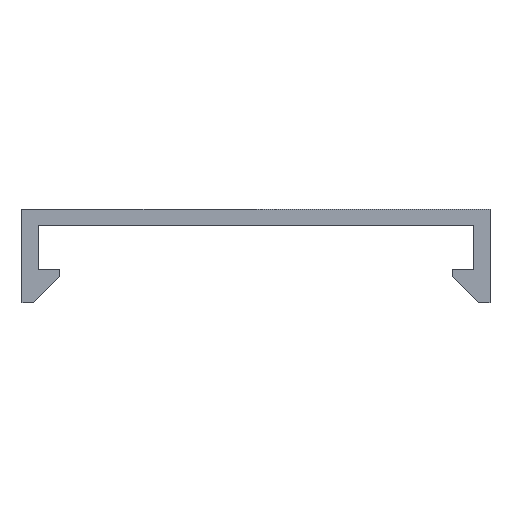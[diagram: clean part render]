
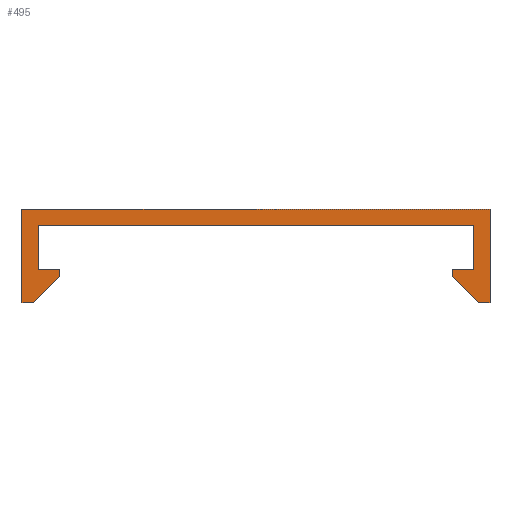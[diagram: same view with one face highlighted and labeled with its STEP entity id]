
A CAD part, front view. The second image highlights one B-rep face of the part: STEP entity #495.
In plain terms, the highlighted planar face has unit normal (0, -1, 0).
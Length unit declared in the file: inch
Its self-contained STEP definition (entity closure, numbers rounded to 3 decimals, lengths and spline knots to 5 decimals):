
#3 = EDGE_CURVE ( 'NONE', #151, #79, #116, .T. ) ;
#5 = EDGE_CURVE ( 'NONE', #69, #79, #40, .T. ) ;
#10 = EDGE_CURVE ( 'NONE', #76, #151, #170, .T. ) ;
#12 = EDGE_CURVE ( 'NONE', #112, #78, #168, .T. ) ;
#13 = EDGE_CURVE ( 'NONE', #72, #84, #164, .T. ) ;
#14 = EDGE_CURVE ( 'NONE', #84, #112, #165, .T. ) ;
#40 = LINE ( 'NONE', #291, #209 ) ;
#69 = VERTEX_POINT ( 'NONE', #326 ) ;
#72 = VERTEX_POINT ( 'NONE', #324 ) ;
#74 = VERTEX_POINT ( 'NONE', #334 ) ;
#76 = VERTEX_POINT ( 'NONE', #327 ) ;
#78 = VERTEX_POINT ( 'NONE', #319 ) ;
#79 = VERTEX_POINT ( 'NONE', #387 ) ;
#83 = VERTEX_POINT ( 'NONE', #391 ) ;
#84 = VERTEX_POINT ( 'NONE', #392 ) ;
#86 = ORIENTED_EDGE ( 'NONE', *, *, #277, .T. ) ;
#88 = VERTEX_POINT ( 'NONE', #396 ) ;
#90 = VERTEX_POINT ( 'NONE', #393 ) ;
#106 = ORIENTED_EDGE ( 'NONE', *, *, #274, .F. ) ;
#108 = ORIENTED_EDGE ( 'NONE', *, *, #273, .F. ) ;
#109 = VECTOR ( 'NONE', #307, 39.37008 ) ;
#112 = VERTEX_POINT ( 'NONE', #394 ) ;
#116 = LINE ( 'NONE', #310, #109 ) ;
#117 = ORIENTED_EDGE ( 'NONE', *, *, #276, .T. ) ;
#119 = ORIENTED_EDGE ( 'NONE', *, *, #266, .T. ) ;
#120 = ORIENTED_EDGE ( 'NONE', *, *, #5, .F. ) ;
#121 = ORIENTED_EDGE ( 'NONE', *, *, #10, .T. ) ;
#122 = ORIENTED_EDGE ( 'NONE', *, *, #3, .T. ) ;
#123 = ORIENTED_EDGE ( 'NONE', *, *, #557, .T. ) ;
#125 = ORIENTED_EDGE ( 'NONE', *, *, #275, .T. ) ;
#129 = ORIENTED_EDGE ( 'NONE', *, *, #286, .T. ) ;
#131 = EDGE_LOOP ( 'NONE', ( #86, #125, #138, #139, #133, #129, #121, #122, #120, #123, #119, #117, #106, #108 ) ) ;
#133 = ORIENTED_EDGE ( 'NONE', *, *, #12, .T. ) ;
#138 = ORIENTED_EDGE ( 'NONE', *, *, #13, .T. ) ;
#139 = ORIENTED_EDGE ( 'NONE', *, *, #14, .T. ) ;
#145 = VERTEX_POINT ( 'NONE', #401 ) ;
#149 = VERTEX_POINT ( 'NONE', #400 ) ;
#151 = VERTEX_POINT ( 'NONE', #403 ) ;
#164 = LINE ( 'NONE', #290, #207 ) ;
#165 = LINE ( 'NONE', #295, #197 ) ;
#168 = LINE ( 'NONE', #297, #206 ) ;
#170 = LINE ( 'NONE', #313, #208 ) ;
#197 = VECTOR ( 'NONE', #386, 39.37008 ) ;
#206 = VECTOR ( 'NONE', #298, 39.37008 ) ;
#207 = VECTOR ( 'NONE', #301, 39.37008 ) ;
#208 = VECTOR ( 'NONE', #294, 39.37008 ) ;
#209 = VECTOR ( 'NONE', #293, 39.37008 ) ;
#215 = LINE ( 'NONE', #416, #218 ) ;
#218 = VECTOR ( 'NONE', #417, 39.37008 ) ;
#225 = LINE ( 'NONE', #421, #232 ) ;
#231 = LINE ( 'NONE', #432, #234 ) ;
#232 = VECTOR ( 'NONE', #431, 39.37008 ) ;
#233 = LINE ( 'NONE', #434, #236 ) ;
#234 = VECTOR ( 'NONE', #433, 39.37008 ) ;
#235 = LINE ( 'NONE', #436, #238 ) ;
#236 = VECTOR ( 'NONE', #435, 39.37008 ) ;
#237 = LINE ( 'NONE', #438, #240 ) ;
#238 = VECTOR ( 'NONE', #437, 39.37008 ) ;
#240 = VECTOR ( 'NONE', #439, 39.37008 ) ;
#245 = LINE ( 'NONE', #446, #248 ) ;
#248 = VECTOR ( 'NONE', #447, 39.37008 ) ;
#255 = LINE ( 'NONE', #465, #259 ) ;
#257 = FACE_OUTER_BOUND ( 'NONE', #131, .T. ) ;
#259 = VECTOR ( 'NONE', #458, 39.37008 ) ;
#266 = EDGE_CURVE ( 'NONE', #83, #74, #215, .T. ) ;
#273 = EDGE_CURVE ( 'NONE', #90, #149, #225, .T. ) ;
#274 = EDGE_CURVE ( 'NONE', #149, #145, #231, .T. ) ;
#275 = EDGE_CURVE ( 'NONE', #88, #72, #233, .T. ) ;
#276 = EDGE_CURVE ( 'NONE', #74, #145, #235, .T. ) ;
#277 = EDGE_CURVE ( 'NONE', #90, #88, #237, .T. ) ;
#286 = EDGE_CURVE ( 'NONE', #78, #76, #245, .T. ) ;
#290 = CARTESIAN_POINT ( 'NONE',  ( -0.735, 0., 1.394 ) ) ;
#291 = CARTESIAN_POINT ( 'NONE',  ( 0.735, 0., 1.394 ) ) ;
#293 = DIRECTION ( 'NONE',  ( 0., 0., 1. ) ) ;
#294 = DIRECTION ( 'NONE',  ( 0., 0., -1. ) ) ;
#295 = CARTESIAN_POINT ( 'NONE',  ( -0.735, 0., 1.394 ) ) ;
#297 = CARTESIAN_POINT ( 'NONE',  ( -0.815, 0., 1.27 ) ) ;
#298 = DIRECTION ( 'NONE',  ( 0., 0., 1. ) ) ;
#301 = DIRECTION ( 'NONE',  ( 0., 0., 1. ) ) ;
#307 = DIRECTION ( 'NONE',  ( -1., 0., 0. ) ) ;
#310 = CARTESIAN_POINT ( 'NONE',  ( -0.735, 0., 1.394 ) ) ;
#313 = CARTESIAN_POINT ( 'NONE',  ( 0.815, 0., 1.27 ) ) ;
#319 = CARTESIAN_POINT ( 'NONE',  ( -0.815, 0., 1.56 ) ) ;
#324 = CARTESIAN_POINT ( 'NONE',  ( -0.735, 0., 1.36757 ) ) ;
#326 = CARTESIAN_POINT ( 'NONE',  ( 0.735, 0., 1.36757 ) ) ;
#327 = CARTESIAN_POINT ( 'NONE',  ( 0.815, 0., 1.56 ) ) ;
#334 = CARTESIAN_POINT ( 'NONE',  ( 0.875, 0., 1.27 ) ) ;
#386 = DIRECTION ( 'NONE',  ( -1., 0., 0. ) ) ;
#387 = CARTESIAN_POINT ( 'NONE',  ( 0.735, 0., 1.394 ) ) ;
#391 = CARTESIAN_POINT ( 'NONE',  ( 0.83257, 0., 1.27 ) ) ;
#392 = CARTESIAN_POINT ( 'NONE',  ( -0.735, 0., 1.394 ) ) ;
#393 = CARTESIAN_POINT ( 'NONE',  ( -0.875, 0., 1.27 ) ) ;
#394 = CARTESIAN_POINT ( 'NONE',  ( -0.815, 0., 1.394 ) ) ;
#396 = CARTESIAN_POINT ( 'NONE',  ( -0.83257, 0., 1.27 ) ) ;
#400 = CARTESIAN_POINT ( 'NONE',  ( -0.875, 0., 1.62 ) ) ;
#401 = CARTESIAN_POINT ( 'NONE',  ( 0.875, 0., 1.62 ) ) ;
#403 = CARTESIAN_POINT ( 'NONE',  ( 0.815, 0., 1.394 ) ) ;
#416 = CARTESIAN_POINT ( 'NONE',  ( -0.735, 0., 1.27 ) ) ;
#417 = DIRECTION ( 'NONE',  ( 1., 0., 0. ) ) ;
#421 = CARTESIAN_POINT ( 'NONE',  ( -0.875, 0., 1.62 ) ) ;
#431 = DIRECTION ( 'NONE',  ( 0., 0., 1. ) ) ;
#432 = CARTESIAN_POINT ( 'NONE',  ( 0.875, 0., 1.62 ) ) ;
#433 = DIRECTION ( 'NONE',  ( 1., 0., 0. ) ) ;
#434 = CARTESIAN_POINT ( 'NONE',  ( -0.83257, 0., 1.27 ) ) ;
#435 = DIRECTION ( 'NONE',  ( 0.707, 0., 0.707 ) ) ;
#436 = CARTESIAN_POINT ( 'NONE',  ( 0.875, 0., 1.62 ) ) ;
#437 = DIRECTION ( 'NONE',  ( 0., 0., 1. ) ) ;
#438 = CARTESIAN_POINT ( 'NONE',  ( -0.735, 0., 1.27 ) ) ;
#439 = DIRECTION ( 'NONE',  ( 1., 0., 0. ) ) ;
#446 = CARTESIAN_POINT ( 'NONE',  ( -0.735, 0., 1.56 ) ) ;
#447 = DIRECTION ( 'NONE',  ( 1., 0., 0. ) ) ;
#457 = CARTESIAN_POINT ( 'NONE',  ( -0.735, 0., 1.27 ) ) ;
#458 = DIRECTION ( 'NONE',  ( 0.707, 0., -0.707 ) ) ;
#462 = PLANE ( 'NONE',  #507 ) ;
#463 = DIRECTION ( 'NONE',  ( 0., -1., 0. ) ) ;
#464 = DIRECTION ( 'NONE',  ( 0., 0., -1. ) ) ;
#465 = CARTESIAN_POINT ( 'NONE',  ( 0.735, 0., 1.36757 ) ) ;
#495 = ADVANCED_FACE ( 'NONE', ( #257 ), #462, .T. ) ;
#507 = AXIS2_PLACEMENT_3D ( 'NONE', #457, #463, #464 ) ;
#557 = EDGE_CURVE ( 'NONE', #69, #83, #255, .T. ) ;
